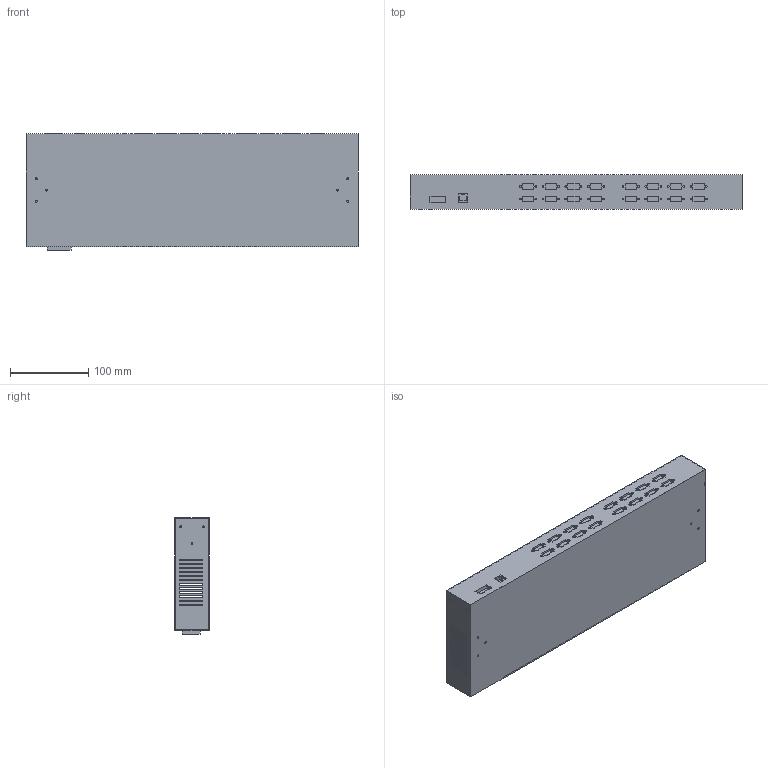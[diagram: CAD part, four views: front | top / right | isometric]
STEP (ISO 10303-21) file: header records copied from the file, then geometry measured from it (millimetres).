
FILE_DESCRIPTION(/* description */ (''),/* implementation_level */ '2;1');
FILE_NAME(/* name */ 'HUB-1600i-RM.stp',/* time_stamp */ '2016-06-17T13:53:38-04:00',/* author */ ('Kieran'),/* organization */ (''),/* preprocessor_version */ 'ST-DEVELOPER v15.6',/* originating_system */ 'Autodesk Inventor 2015',/* authorisation */ '');
FILE_SCHEMA (('AUTOMOTIVE_DESIGN { 1 0 10303 214 3 1 1 }'));
Length unit declared in the file: millimetre
Products named in the file (1): HUB-1600i-RM
Bounding box: 425 x 44.5 x 149.75 mm (x, y, z)
Volume: 174001.1 mm3; surface area: 347172.8 mm2
Topology: 1 solids, 1 shells, 454 faces, 1140 edges, 760 vertices
Faces by surface type: plane 330, cylinder 124
Full cylindrical faces by diameter (mm): 2.15 x32, 2.45 x6, 2.5 x6
Entity records: 13480 total; most frequent: CARTESIAN_POINT 2311, DIRECTION 2254, ORIENTED_EDGE 2192, EDGE_CURVE 1096, LINE 848, VECTOR 848, VERTEX_POINT 760, AXIS2_PLACEMENT_3D 703
